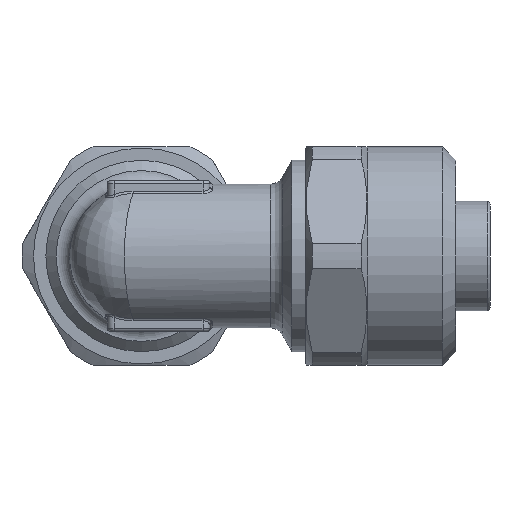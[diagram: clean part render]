
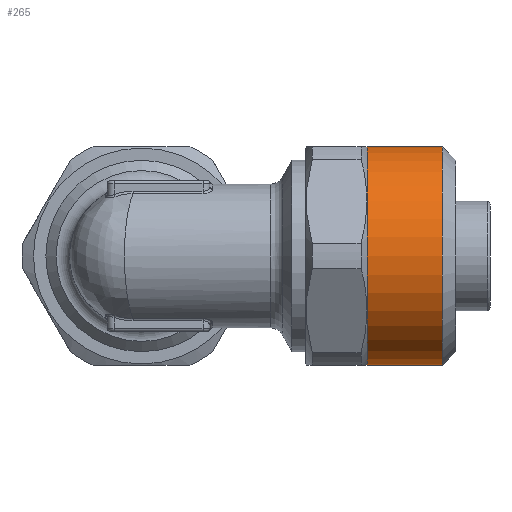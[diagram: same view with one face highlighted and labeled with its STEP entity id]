
A CAD part, left-side view. The second image highlights one B-rep face of the part: STEP entity #265.
In plain terms, the highlighted cylindrical face has radius 8 mm (diameter 16 mm), a full revolution.
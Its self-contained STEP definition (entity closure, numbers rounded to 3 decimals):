
#265 = ADVANCED_FACE( 'NONE', ( #662, #663 ), #664, .T. );
#662 = FACE_OUTER_BOUND( '', #1285, .T. );
#663 = FACE_OUTER_BOUND( '', #1286, .T. );
#664 = CYLINDRICAL_SURFACE( '', #1287, 8. );
#1285 = EDGE_LOOP( '', ( #2698, #2699, #2700, #2701, #2702, #2703 ) );
#1286 = EDGE_LOOP( '', ( #2704 ) );
#1287 = AXIS2_PLACEMENT_3D( '', #2705, #2706, #2707 );
#2698 = ORIENTED_EDGE( '', *, *, #3893, .F. );
#2699 = ORIENTED_EDGE( '', *, *, #3922, .F. );
#2700 = ORIENTED_EDGE( '', *, *, #3923, .F. );
#2701 = ORIENTED_EDGE( '', *, *, #3924, .F. );
#2702 = ORIENTED_EDGE( '', *, *, #3925, .F. );
#2703 = ORIENTED_EDGE( '', *, *, #3786, .F. );
#2704 = ORIENTED_EDGE( '', *, *, #3926, .T. );
#2705 = CARTESIAN_POINT( '', ( 0., -8.787, 0. ) );
#2706 = DIRECTION( '', ( 0., -1., 0. ) );
#2707 = DIRECTION( '', ( 0., 0., 1. ) );
#3786 = EDGE_CURVE( 'NONE', #4356, #4352, #4358, .T. );
#3893 = EDGE_CURVE( 'NONE', #4537, #4356, #4539, .T. );
#3922 = EDGE_CURVE( 'NONE', #4586, #4537, #4587, .T. );
#3923 = EDGE_CURVE( 'NONE', #4588, #4586, #4589, .T. );
#3924 = EDGE_CURVE( 'NONE', #4334, #4588, #4590, .T. );
#3925 = EDGE_CURVE( 'NONE', #4352, #4334, #4591, .T. );
#3926 = EDGE_CURVE( 'NONE', #4592, #4592, #4593, .T. );
#4334 = VERTEX_POINT( 'NONE', #5134 );
#4352 = VERTEX_POINT( 'NONE', #5170 );
#4356 = VERTEX_POINT( 'NONE', #5176 );
#4358 = CIRCLE( '', #5182, 8. );
#4537 = VERTEX_POINT( 'NONE', #5448 );
#4539 = CIRCLE( '', #5454, 8. );
#4586 = VERTEX_POINT( 'NONE', #5516 );
#4587 = CIRCLE( '', #5517, 8. );
#4588 = VERTEX_POINT( 'NONE', #5518 );
#4589 = CIRCLE( '', #5519, 8. );
#4590 = CIRCLE( '', #5520, 8. );
#4591 = CIRCLE( '', #5521, 8. );
#4592 = VERTEX_POINT( '', #5522 );
#4593 = CIRCLE( '', #5523, 8. );
#5134 = CARTESIAN_POINT( '', ( 0., -16.5, 8. ) );
#5170 = CARTESIAN_POINT( '', ( -6.928, -16.5, 4. ) );
#5176 = CARTESIAN_POINT( '', ( -6.928, -16.5, -4. ) );
#5182 = AXIS2_PLACEMENT_3D( '', #6763, #6764, #6765 );
#5448 = CARTESIAN_POINT( '', ( 0., -16.5, -8. ) );
#5454 = AXIS2_PLACEMENT_3D( '', #6918, #6919, #6920 );
#5516 = CARTESIAN_POINT( '', ( 6.928, -16.5, -4. ) );
#5517 = AXIS2_PLACEMENT_3D( '', #6966, #6967, #6968 );
#5518 = CARTESIAN_POINT( '', ( 6.928, -16.5, 4. ) );
#5519 = AXIS2_PLACEMENT_3D( '', #6969, #6970, #6971 );
#5520 = AXIS2_PLACEMENT_3D( '', #6972, #6973, #6974 );
#5521 = AXIS2_PLACEMENT_3D( '', #6975, #6976, #6977 );
#5522 = CARTESIAN_POINT( '', ( 0., -22., 8. ) );
#5523 = AXIS2_PLACEMENT_3D( '', #6978, #6979, #6980 );
#6763 = CARTESIAN_POINT( '', ( 0., -16.5, 0. ) );
#6764 = DIRECTION( '', ( 0., 1., 0. ) );
#6765 = DIRECTION( '', ( 0., 0., 1. ) );
#6918 = CARTESIAN_POINT( '', ( 0., -16.5, 0. ) );
#6919 = DIRECTION( '', ( 0., 1., 0. ) );
#6920 = DIRECTION( '', ( 0., 0., 1. ) );
#6966 = CARTESIAN_POINT( '', ( 0., -16.5, 0. ) );
#6967 = DIRECTION( '', ( 0., 1., 0. ) );
#6968 = DIRECTION( '', ( 0., 0., 1. ) );
#6969 = CARTESIAN_POINT( '', ( 0., -16.5, 0. ) );
#6970 = DIRECTION( '', ( 0., 1., 0. ) );
#6971 = DIRECTION( '', ( 0., 0., 1. ) );
#6972 = CARTESIAN_POINT( '', ( 0., -16.5, 0. ) );
#6973 = DIRECTION( '', ( 0., 1., 0. ) );
#6974 = DIRECTION( '', ( 0., 0., 1. ) );
#6975 = CARTESIAN_POINT( '', ( 0., -16.5, 0. ) );
#6976 = DIRECTION( '', ( 0., 1., 0. ) );
#6977 = DIRECTION( '', ( 0., 0., 1. ) );
#6978 = CARTESIAN_POINT( '', ( 0., -22., 0. ) );
#6979 = DIRECTION( '', ( 0., 1., 0. ) );
#6980 = DIRECTION( '', ( 0., 0., 1. ) );
